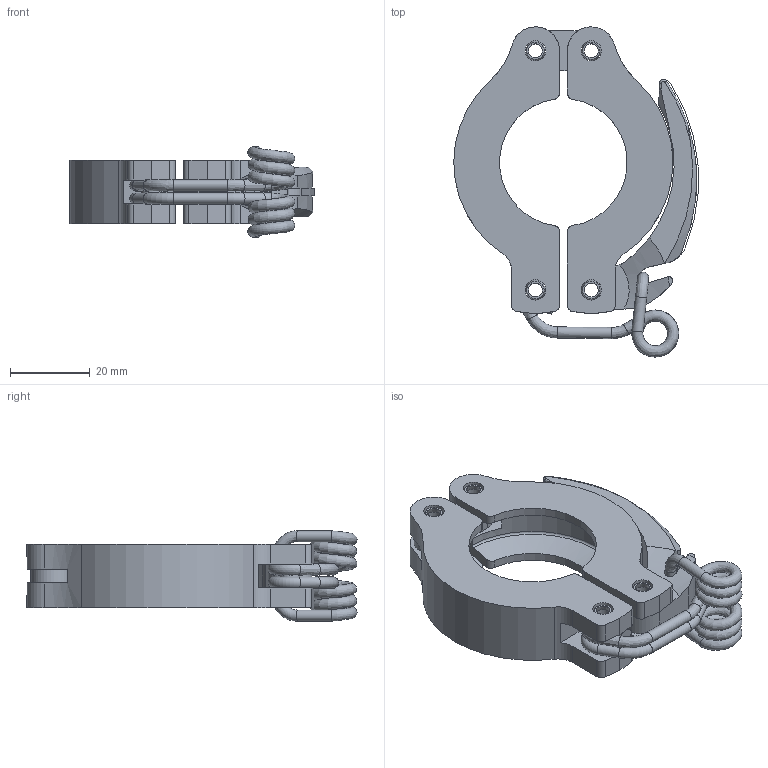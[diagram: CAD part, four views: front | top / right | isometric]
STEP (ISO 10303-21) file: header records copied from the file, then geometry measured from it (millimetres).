
FILE_DESCRIPTION((''),'2;1');
FILE_NAME('M211-037.stp','2006-03-02T15:24:09',('KAA'),(''),'Autodesk Inventor 10','Autodesk Inventor 10','');
FILE_SCHEMA(('AUTOMOTIVE_DESIGN { 1 0 10303 214 1 1 1 1 }'));
Length unit declared in the file: millimetre
Products named in the file (1): 211-037
Bounding box: 61.34 x 82.8 x 22.69 mm (x, y, z)
Volume: 27893.5 mm3; surface area: 19691.1 mm2
Topology: 6 solids, 6 shells, 197 faces, 527 edges, 338 vertices
Faces by surface type: cylinder 74, plane 69, cone 23, bspline 20, torus 11
Full cylindrical faces by diameter (mm): 2.8 x5, 4.16 x4, 5 x4, 5.1 x8, 5.4 x1, 5.5 x2
Entity records: 10247 total; most frequent: CARTESIAN_POINT 5512, DIRECTION 983, ORIENTED_EDGE 938, EDGE_CURVE 469, AXIS2_PLACEMENT_3D 396, VERTEX_POINT 332, EDGE_LOOP 277, CIRCLE 210
